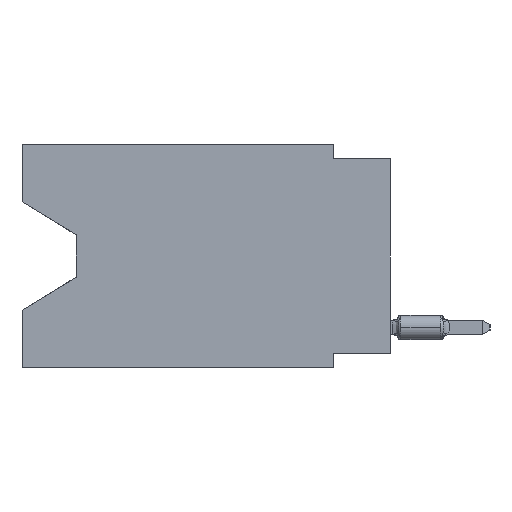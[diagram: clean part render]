
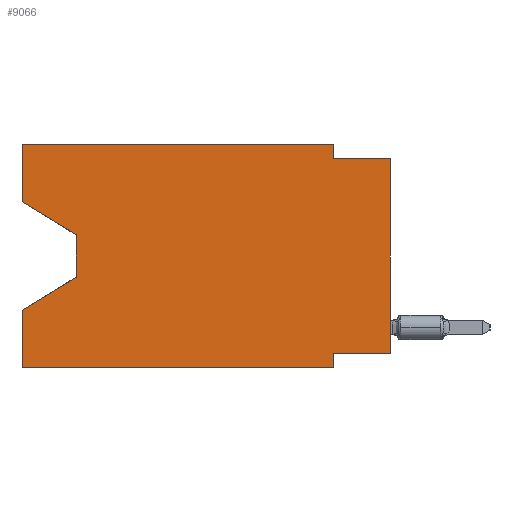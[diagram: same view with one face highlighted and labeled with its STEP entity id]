
A CAD part, left-side view. The second image highlights one B-rep face of the part: STEP entity #9066.
In plain terms, the highlighted planar face has unit normal (-1, 0, 0).
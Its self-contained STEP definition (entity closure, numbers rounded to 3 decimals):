
#635 = VERTEX_POINT ( 'NONE', #23379 ) ;
#801 = ORIENTED_EDGE ( 'NONE', *, *, #1375, .F. ) ;
#1375 = EDGE_CURVE ( 'NONE', #21937, #27041, #30563, .T. ) ;
#1401 = CARTESIAN_POINT ( 'NONE',  ( 0., 13.97, -5.893 ) ) ;
#1648 = CARTESIAN_POINT ( 'NONE',  ( 0., 16.383, -2.546 ) ) ;
#1761 = VECTOR ( 'NONE', #19815, 1000. ) ;
#1948 = EDGE_CURVE ( 'NONE', #27086, #3376, #27286, .T. ) ;
#3098 = ORIENTED_EDGE ( 'NONE', *, *, #6469, .F. ) ;
#3188 = VECTOR ( 'NONE', #15698, 1000. ) ;
#3279 = VECTOR ( 'NONE', #23060, 1000. ) ;
#3376 = VERTEX_POINT ( 'NONE', #26104 ) ;
#3986 = ORIENTED_EDGE ( 'NONE', *, *, #20696, .T. ) ;
#4272 = CARTESIAN_POINT ( 'NONE',  ( 0., 16.383, 0. ) ) ;
#4774 = CARTESIAN_POINT ( 'NONE',  ( 0., 0., -9.271 ) ) ;
#4939 = DIRECTION ( 'NONE',  ( 0., 1., 0. ) ) ;
#4979 = CARTESIAN_POINT ( 'NONE',  ( 0., 16.383, 0. ) ) ;
#5321 = EDGE_CURVE ( 'NONE', #27176, #635, #22621, .T. ) ;
#5505 = CARTESIAN_POINT ( 'NONE',  ( 0., 16.383, -2.546 ) ) ;
#5522 = ORIENTED_EDGE ( 'NONE', *, *, #11485, .F. ) ;
#5884 = CARTESIAN_POINT ( 'NONE',  ( 0., 2.54, -0.635 ) ) ;
#6097 = DIRECTION ( 'NONE',  ( 0., -1., 0. ) ) ;
#6227 = DIRECTION ( 'NONE',  ( 0., -0.855, -0.519 ) ) ;
#6469 = EDGE_CURVE ( 'NONE', #25492, #21937, #11844, .T. ) ;
#6485 = ORIENTED_EDGE ( 'NONE', *, *, #1948, .T. ) ;
#6770 = VERTEX_POINT ( 'NONE', #24691 ) ;
#6944 = EDGE_LOOP ( 'NONE', ( #6485, #3986, #15617, #24328, #11104, #15179, #5522, #28668, #801, #3098, #26067, #19959 ) ) ;
#7445 = CARTESIAN_POINT ( 'NONE',  ( 0., 0., -0.635 ) ) ;
#8257 = LINE ( 'NONE', #27816, #26221 ) ;
#9066 = ADVANCED_FACE ( 'NONE', ( #33278 ), #12693, .F. ) ;
#9165 = LINE ( 'NONE', #4272, #23535 ) ;
#9222 = CARTESIAN_POINT ( 'NONE',  ( 0., 0., -0.635 ) ) ;
#10170 = VECTOR ( 'NONE', #17398, 1000. ) ;
#10692 = CARTESIAN_POINT ( 'NONE',  ( 0., 2.54, -9.906 ) ) ;
#11076 = LINE ( 'NONE', #31490, #12105 ) ;
#11104 = ORIENTED_EDGE ( 'NONE', *, *, #28230, .T. ) ;
#11339 = EDGE_CURVE ( 'NONE', #13706, #25492, #9165, .T. ) ;
#11485 = EDGE_CURVE ( 'NONE', #6770, #26194, #28044, .T. ) ;
#11844 = LINE ( 'NONE', #14706, #29021 ) ;
#12105 = VECTOR ( 'NONE', #31987, 1000. ) ;
#12346 = DIRECTION ( 'NONE',  ( 0., 0., -1. ) ) ;
#12693 = PLANE ( 'NONE',  #29894 ) ;
#12743 = LINE ( 'NONE', #4979, #1761 ) ;
#12790 = CARTESIAN_POINT ( 'NONE',  ( 0., 0., 0. ) ) ;
#13204 = CARTESIAN_POINT ( 'NONE',  ( 0., 16.383, 0. ) ) ;
#13706 = VERTEX_POINT ( 'NONE', #31012 ) ;
#14331 = CARTESIAN_POINT ( 'NONE',  ( 0., 16.383, -9.906 ) ) ;
#14706 = CARTESIAN_POINT ( 'NONE',  ( 0., 2.54, 0. ) ) ;
#15179 = ORIENTED_EDGE ( 'NONE', *, *, #17782, .F. ) ;
#15505 = DIRECTION ( 'NONE',  ( 0., -1., 0. ) ) ;
#15617 = ORIENTED_EDGE ( 'NONE', *, *, #5321, .T. ) ;
#15698 = DIRECTION ( 'NONE',  ( 0., 0., 1. ) ) ;
#15744 = CARTESIAN_POINT ( 'NONE',  ( 0., 2.54, 0. ) ) ;
#17005 = EDGE_CURVE ( 'NONE', #6770, #27041, #28136, .T. ) ;
#17290 = VECTOR ( 'NONE', #27719, 1000. ) ;
#17398 = DIRECTION ( 'NONE',  ( 0., 0.855, -0.519 ) ) ;
#17782 = EDGE_CURVE ( 'NONE', #26194, #32006, #30416, .T. ) ;
#18230 = CARTESIAN_POINT ( 'NONE',  ( 0., 16.383, 0. ) ) ;
#18254 = DIRECTION ( 'NONE',  ( 0., 0., -1. ) ) ;
#18521 = EDGE_CURVE ( 'NONE', #27086, #13706, #26160, .T. ) ;
#18930 = VECTOR ( 'NONE', #6227, 1000. ) ;
#19244 = VECTOR ( 'NONE', #4939, 1000. ) ;
#19815 = DIRECTION ( 'NONE',  ( 0., 0., 1. ) ) ;
#19959 = ORIENTED_EDGE ( 'NONE', *, *, #18521, .F. ) ;
#19975 = VECTOR ( 'NONE', #6097, 1000. ) ;
#20696 = EDGE_CURVE ( 'NONE', #3376, #27176, #11076, .T. ) ;
#21844 = CARTESIAN_POINT ( 'NONE',  ( 0., 13.97, -5.893 ) ) ;
#21937 = VERTEX_POINT ( 'NONE', #5884 ) ;
#22611 = EDGE_CURVE ( 'NONE', #32802, #635, #12743, .T. ) ;
#22621 = LINE ( 'NONE', #1401, #10170 ) ;
#23060 = DIRECTION ( 'NONE',  ( 0., 0., 1. ) ) ;
#23379 = CARTESIAN_POINT ( 'NONE',  ( 0., 16.383, -7.36 ) ) ;
#23535 = VECTOR ( 'NONE', #29751, 1000. ) ;
#23635 = DIRECTION ( 'NONE',  ( 1., 0., 0. ) ) ;
#24328 = ORIENTED_EDGE ( 'NONE', *, *, #22611, .F. ) ;
#24691 = CARTESIAN_POINT ( 'NONE',  ( 0., 0., -9.271 ) ) ;
#25492 = VERTEX_POINT ( 'NONE', #15744 ) ;
#26067 = ORIENTED_EDGE ( 'NONE', *, *, #11339, .F. ) ;
#26104 = CARTESIAN_POINT ( 'NONE',  ( 0., 13.97, -4.013 ) ) ;
#26160 = LINE ( 'NONE', #18230, #3188 ) ;
#26194 = VERTEX_POINT ( 'NONE', #30080 ) ;
#26221 = VECTOR ( 'NONE', #15505, 1000. ) ;
#27041 = VERTEX_POINT ( 'NONE', #9222 ) ;
#27086 = VERTEX_POINT ( 'NONE', #5505 ) ;
#27176 = VERTEX_POINT ( 'NONE', #21844 ) ;
#27286 = LINE ( 'NONE', #1648, #18930 ) ;
#27719 = DIRECTION ( 'NONE',  ( 0., 0., -1. ) ) ;
#27816 = CARTESIAN_POINT ( 'NONE',  ( 0., 16.383, -9.906 ) ) ;
#28044 = LINE ( 'NONE', #4774, #19244 ) ;
#28136 = LINE ( 'NONE', #12790, #3279 ) ;
#28230 = EDGE_CURVE ( 'NONE', #32802, #32006, #8257, .T. ) ;
#28668 = ORIENTED_EDGE ( 'NONE', *, *, #17005, .T. ) ;
#29021 = VECTOR ( 'NONE', #12346, 1000. ) ;
#29751 = DIRECTION ( 'NONE',  ( 0., -1., 0. ) ) ;
#29894 = AXIS2_PLACEMENT_3D ( 'NONE', #13204, #23635, #18254 ) ;
#30080 = CARTESIAN_POINT ( 'NONE',  ( 0., 2.54, -9.271 ) ) ;
#30239 = CARTESIAN_POINT ( 'NONE',  ( 0., 2.54, -9.906 ) ) ;
#30416 = LINE ( 'NONE', #30239, #17290 ) ;
#30563 = LINE ( 'NONE', #7445, #19975 ) ;
#31012 = CARTESIAN_POINT ( 'NONE',  ( 0., 16.383, 0. ) ) ;
#31490 = CARTESIAN_POINT ( 'NONE',  ( 0., 13.97, -4.013 ) ) ;
#31987 = DIRECTION ( 'NONE',  ( 0., 0., -1. ) ) ;
#32006 = VERTEX_POINT ( 'NONE', #10692 ) ;
#32802 = VERTEX_POINT ( 'NONE', #14331 ) ;
#33278 = FACE_OUTER_BOUND ( 'NONE', #6944, .T. ) ;
